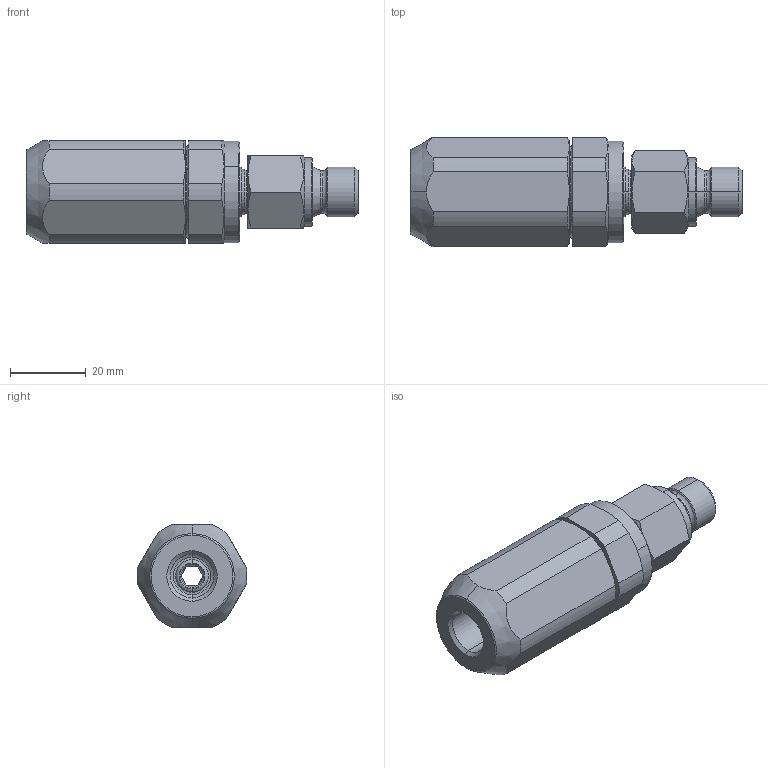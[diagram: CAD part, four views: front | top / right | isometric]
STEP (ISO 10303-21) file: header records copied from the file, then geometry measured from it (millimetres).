
FILE_DESCRIPTION (( 'STEP AP214' ), '1' );
FILE_NAME ('2KRAW13IW13.STEP', '2015-09-04T12:42:02', ( 'admin' ), ( 'Microsoft' ), 'SwSTEP 2.0', 'SolidWorks 2009', '' );
FILE_SCHEMA (( 'AUTOMOTIVE_DESIGN' ));
Length unit declared in the file: millimetre
Products named in the file (1): 2KRAW13IW13
Bounding box: 87.5 x 28.96 x 27 mm (x, y, z)
Volume: 36841.1 mm3; surface area: 10653.8 mm2
Topology: 1 solids, 2 shells, 150 faces, 340 edges, 204 vertices
Faces by surface type: cone 60, cylinder 42, plane 38, torus 10
Entity records: 4665 total; most frequent: CARTESIAN_POINT 1283, DIRECTION 734, ORIENTED_EDGE 680, EDGE_CURVE 340, AXIS2_PLACEMENT_3D 307, VERTEX_POINT 204, EDGE_LOOP 164, CIRCLE 156
